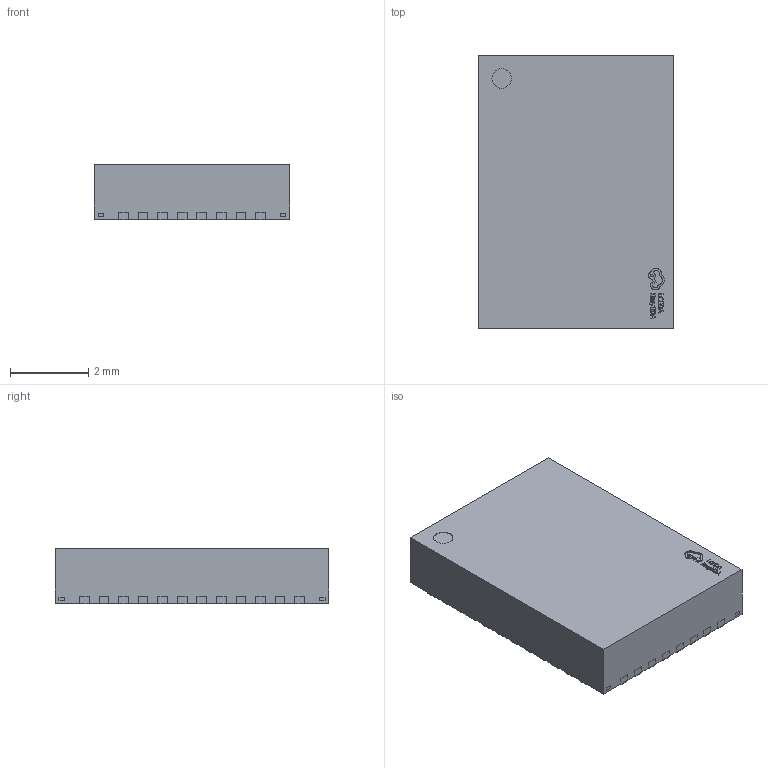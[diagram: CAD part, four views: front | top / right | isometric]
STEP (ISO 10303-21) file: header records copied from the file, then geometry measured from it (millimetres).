
FILE_DESCRIPTION (( 'STEP AP214' ), '1' );
FILE_NAME ('LQFN-40_L7.0-W5.0-H1.4-P0.50-BL-EP.step', '2022-07-15T02:33:30', ( '' ), ( '' ), 'SwSTEP 2.0', 'SolidWorks 2020', '' );
FILE_SCHEMA (( 'AUTOMOTIVE_DESIGN' ));
Length unit declared in the file: millimetre
Products named in the file (1): LQFN-40_L7.0-W5.0-H1.4-P0.50-BL-EP
Bounding box: 5 x 7 x 1.43 mm (x, y, z)
Surface area: 171.5 mm2
Topology: 82 solids, 82 shells, 1186 faces, 2993 edges, 2006 vertices
Faces by surface type: plane 856, cylinder 218, bspline 112
Entity records: 40839 total; most frequent: CARTESIAN_POINT 8291, ORIENTED_EDGE 5986, DIRECTION 5350, EDGE_CURVE 2993, LINE 2328, VECTOR 2328, VERTEX_POINT 2006, AXIS2_PLACEMENT_3D 1511
